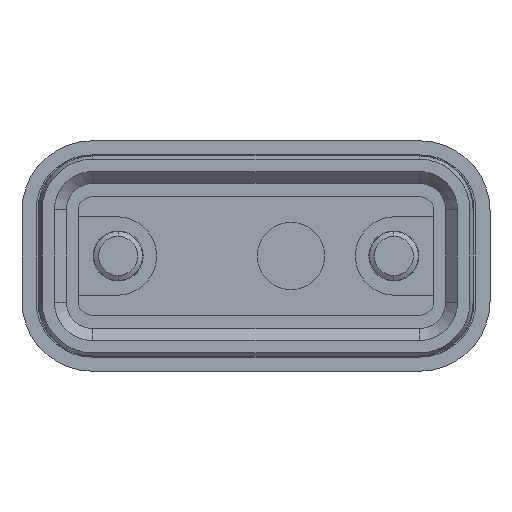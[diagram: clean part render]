
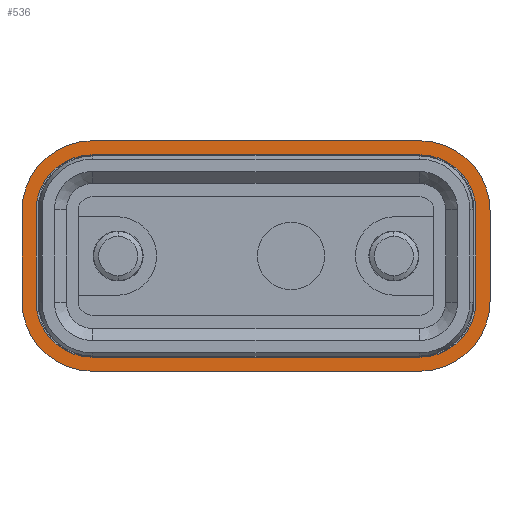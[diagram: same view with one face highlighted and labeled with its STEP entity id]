
A CAD part, front view. The second image highlights one B-rep face of the part: STEP entity #536.
In plain terms, the highlighted planar face has unit normal (0, -1, 0).
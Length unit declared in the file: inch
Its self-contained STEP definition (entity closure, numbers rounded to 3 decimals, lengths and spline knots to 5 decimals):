
#526 = ORIENTED_EDGE ( 'NONE', *, *, #527, .T. ) ;
#527 = EDGE_CURVE ( 'NONE', #587, #621, #4227, .T. ) ;
#528 = ORIENTED_EDGE ( 'NONE', *, *, #535, .F. ) ;
#529 = ORIENTED_EDGE ( 'NONE', *, *, #530, .T. ) ;
#530 = EDGE_CURVE ( 'NONE', #628, #605, #4222, .T. ) ;
#531 = ORIENTED_EDGE ( 'NONE', *, *, #544, .F. ) ;
#532 = ORIENTED_EDGE ( 'NONE', *, *, #533, .T. ) ;
#533 = EDGE_CURVE ( 'NONE', #542, #629, #4133, .T. ) ;
#535 = EDGE_CURVE ( 'NONE', #628, #621, #4128, .T. ) ;
#536 = ADVANCED_FACE ( 'NONE', ( #4124, #4123 ), #4122, .T. ) ;
#537 = EDGE_LOOP ( 'NONE', ( #538, #665, #668, #772, #775, #778, #781, #784 ) ) ;
#538 = ORIENTED_EDGE ( 'NONE', *, *, #539, .F. ) ;
#539 = EDGE_CURVE ( 'NONE', #663, #664, #4116, .T. ) ;
#542 = VERTEX_POINT ( 'NONE', #4108 ) ;
#544 = EDGE_CURVE ( 'NONE', #542, #605, #4256, .T. ) ;
#587 = VERTEX_POINT ( 'NONE', #4095 ) ;
#589 = EDGE_CURVE ( 'NONE', #587, #694, #4094, .T. ) ;
#598 = VERTEX_POINT ( 'NONE', #4316 ) ;
#600 = EDGE_CURVE ( 'NONE', #598, #629, #4279, .T. ) ;
#605 = VERTEX_POINT ( 'NONE', #4391 ) ;
#621 = VERTEX_POINT ( 'NONE', #4377 ) ;
#628 = VERTEX_POINT ( 'NONE', #4366 ) ;
#629 = VERTEX_POINT ( 'NONE', #4365 ) ;
#663 = VERTEX_POINT ( 'NONE', #4421 ) ;
#664 = VERTEX_POINT ( 'NONE', #4420 ) ;
#665 = ORIENTED_EDGE ( 'NONE', *, *, #666, .F. ) ;
#666 = EDGE_CURVE ( 'NONE', #667, #663, #4419, .T. ) ;
#667 = VERTEX_POINT ( 'NONE', #4415 ) ;
#668 = ORIENTED_EDGE ( 'NONE', *, *, #669, .F. ) ;
#669 = EDGE_CURVE ( 'NONE', #670, #667, #4414, .T. ) ;
#670 = VERTEX_POINT ( 'NONE', #4409 ) ;
#694 = VERTEX_POINT ( 'NONE', #4509 ) ;
#772 = ORIENTED_EDGE ( 'NONE', *, *, #773, .F. ) ;
#773 = EDGE_CURVE ( 'NONE', #774, #670, #4749, .T. ) ;
#774 = VERTEX_POINT ( 'NONE', #4745 ) ;
#775 = ORIENTED_EDGE ( 'NONE', *, *, #776, .F. ) ;
#776 = EDGE_CURVE ( 'NONE', #777, #774, #4744, .T. ) ;
#777 = VERTEX_POINT ( 'NONE', #4739 ) ;
#778 = ORIENTED_EDGE ( 'NONE', *, *, #779, .F. ) ;
#779 = EDGE_CURVE ( 'NONE', #780, #777, #4709, .T. ) ;
#780 = VERTEX_POINT ( 'NONE', #4705 ) ;
#781 = ORIENTED_EDGE ( 'NONE', *, *, #782, .F. ) ;
#782 = EDGE_CURVE ( 'NONE', #783, #780, #4704, .T. ) ;
#783 = VERTEX_POINT ( 'NONE', #4699 ) ;
#784 = ORIENTED_EDGE ( 'NONE', *, *, #785, .F. ) ;
#785 = EDGE_CURVE ( 'NONE', #664, #783, #4698, .T. ) ;
#786 = EDGE_LOOP ( 'NONE', ( #787, #788, #790, #526, #528, #529, #531, #532 ) ) ;
#787 = ORIENTED_EDGE ( 'NONE', *, *, #600, .F. ) ;
#788 = ORIENTED_EDGE ( 'NONE', *, *, #789, .T. ) ;
#789 = EDGE_CURVE ( 'NONE', #598, #694, #4694, .T. ) ;
#790 = ORIENTED_EDGE ( 'NONE', *, *, #589, .F. ) ;
#4091 = DIRECTION ( 'NONE',  ( 0., 0., 1. ) ) ;
#4092 = VECTOR ( 'NONE', #4091, 39.37008 ) ;
#4093 = CARTESIAN_POINT ( 'NONE',  ( -0.835, 0., 0.411 ) ) ;
#4094 = LINE ( 'NONE', #4093, #4092 ) ;
#4095 = CARTESIAN_POINT ( 'NONE',  ( -0.835, 0., -0.161 ) ) ;
#4108 = CARTESIAN_POINT ( 'NONE',  ( 0.835, 0., 0.161 ) ) ;
#4113 = DIRECTION ( 'NONE',  ( 0., 0., 1. ) ) ;
#4114 = DIRECTION ( 'NONE',  ( 0., -1., 0. ) ) ;
#4115 = AXIS2_PLACEMENT_3D ( 'NONE', #4120, #4114, #4113 ) ;
#4116 = CIRCLE ( 'NONE', #4115, 0.2 ) ;
#4117 = DIRECTION ( 'NONE',  ( 0., 0., -1. ) ) ;
#4118 = DIRECTION ( 'NONE',  ( 0., -1., 0. ) ) ;
#4119 = AXIS2_PLACEMENT_3D ( 'NONE', #4121, #4118, #4117 ) ;
#4120 = CARTESIAN_POINT ( 'NONE',  ( -0.585, 0., 0.161 ) ) ;
#4121 = CARTESIAN_POINT ( 'NONE',  ( -0.835, 0., -0.411 ) ) ;
#4122 = PLANE ( 'NONE',  #4119 ) ;
#4123 = FACE_OUTER_BOUND ( 'NONE', #786, .T. ) ;
#4124 = FACE_BOUND ( 'NONE', #537, .T. ) ;
#4125 = DIRECTION ( 'NONE',  ( -1., 0., 0. ) ) ;
#4126 = VECTOR ( 'NONE', #4125, 39.37008 ) ;
#4127 = CARTESIAN_POINT ( 'NONE',  ( -0.835, 0., -0.411 ) ) ;
#4128 = LINE ( 'NONE', #4127, #4126 ) ;
#4129 = DIRECTION ( 'NONE',  ( 0., 0., -1. ) ) ;
#4130 = DIRECTION ( 'NONE',  ( 0., -1., 0. ) ) ;
#4131 = CARTESIAN_POINT ( 'NONE',  ( 0.585, 0., 0.161 ) ) ;
#4132 = AXIS2_PLACEMENT_3D ( 'NONE', #4131, #4130, #4129 ) ;
#4133 = CIRCLE ( 'NONE', #4132, 0.25 ) ;
#4134 = DIRECTION ( 'NONE',  ( 0., 0., -1. ) ) ;
#4219 = DIRECTION ( 'NONE',  ( 0., -1., 0. ) ) ;
#4220 = CARTESIAN_POINT ( 'NONE',  ( 0.585, 0., -0.161 ) ) ;
#4221 = AXIS2_PLACEMENT_3D ( 'NONE', #4220, #4219, #4134 ) ;
#4222 = CIRCLE ( 'NONE', #4221, 0.25 ) ;
#4223 = DIRECTION ( 'NONE',  ( 0., 0., -1. ) ) ;
#4224 = DIRECTION ( 'NONE',  ( 0., -1., 0. ) ) ;
#4225 = CARTESIAN_POINT ( 'NONE',  ( -0.585, 0., -0.161 ) ) ;
#4226 = AXIS2_PLACEMENT_3D ( 'NONE', #4225, #4224, #4223 ) ;
#4227 = CIRCLE ( 'NONE', #4226, 0.25 ) ;
#4253 = DIRECTION ( 'NONE',  ( 0., 0., -1. ) ) ;
#4254 = VECTOR ( 'NONE', #4253, 39.37008 ) ;
#4255 = CARTESIAN_POINT ( 'NONE',  ( 0.835, 0., 0.411 ) ) ;
#4256 = LINE ( 'NONE', #4255, #4254 ) ;
#4276 = DIRECTION ( 'NONE',  ( 1., 0., 0. ) ) ;
#4277 = VECTOR ( 'NONE', #4276, 39.37008 ) ;
#4278 = CARTESIAN_POINT ( 'NONE',  ( -0.835, 0., 0.411 ) ) ;
#4279 = LINE ( 'NONE', #4278, #4277 ) ;
#4316 = CARTESIAN_POINT ( 'NONE',  ( -0.585, 0., 0.411 ) ) ;
#4365 = CARTESIAN_POINT ( 'NONE',  ( 0.585, 0., 0.411 ) ) ;
#4366 = CARTESIAN_POINT ( 'NONE',  ( 0.585, 0., -0.411 ) ) ;
#4377 = CARTESIAN_POINT ( 'NONE',  ( -0.585, 0., -0.411 ) ) ;
#4391 = CARTESIAN_POINT ( 'NONE',  ( 0.835, 0., -0.161 ) ) ;
#4409 = CARTESIAN_POINT ( 'NONE',  ( 0.785, 0., 0.161 ) ) ;
#4410 = DIRECTION ( 'NONE',  ( 0., 0., 1. ) ) ;
#4411 = DIRECTION ( 'NONE',  ( 0., -1., 0. ) ) ;
#4412 = CARTESIAN_POINT ( 'NONE',  ( 0.585, 0., 0.161 ) ) ;
#4413 = AXIS2_PLACEMENT_3D ( 'NONE', #4412, #4411, #4410 ) ;
#4414 = CIRCLE ( 'NONE', #4413, 0.2 ) ;
#4415 = CARTESIAN_POINT ( 'NONE',  ( 0.585, 0., 0.361 ) ) ;
#4416 = DIRECTION ( 'NONE',  ( -1., 0., 0. ) ) ;
#4417 = VECTOR ( 'NONE', #4416, 39.37008 ) ;
#4418 = CARTESIAN_POINT ( 'NONE',  ( -0.585, 0., 0.361 ) ) ;
#4419 = LINE ( 'NONE', #4418, #4417 ) ;
#4420 = CARTESIAN_POINT ( 'NONE',  ( -0.785, 0., 0.161 ) ) ;
#4421 = CARTESIAN_POINT ( 'NONE',  ( -0.585, 0., 0.361 ) ) ;
#4509 = CARTESIAN_POINT ( 'NONE',  ( -0.835, 0., 0.161 ) ) ;
#4690 = DIRECTION ( 'NONE',  ( 0., 0., -1. ) ) ;
#4691 = DIRECTION ( 'NONE',  ( 0., -1., 0. ) ) ;
#4692 = CARTESIAN_POINT ( 'NONE',  ( -0.585, 0., 0.161 ) ) ;
#4693 = AXIS2_PLACEMENT_3D ( 'NONE', #4692, #4691, #4690 ) ;
#4694 = CIRCLE ( 'NONE', #4693, 0.25 ) ;
#4695 = DIRECTION ( 'NONE',  ( 0., 0., -1. ) ) ;
#4696 = VECTOR ( 'NONE', #4695, 39.37008 ) ;
#4697 = CARTESIAN_POINT ( 'NONE',  ( -0.785, 0., -0.161 ) ) ;
#4698 = LINE ( 'NONE', #4697, #4696 ) ;
#4699 = CARTESIAN_POINT ( 'NONE',  ( -0.785, 0., -0.161 ) ) ;
#4700 = DIRECTION ( 'NONE',  ( 0., 0., 1. ) ) ;
#4701 = DIRECTION ( 'NONE',  ( 0., -1., 0. ) ) ;
#4702 = CARTESIAN_POINT ( 'NONE',  ( -0.585, 0., -0.161 ) ) ;
#4703 = AXIS2_PLACEMENT_3D ( 'NONE', #4702, #4701, #4700 ) ;
#4704 = CIRCLE ( 'NONE', #4703, 0.2 ) ;
#4705 = CARTESIAN_POINT ( 'NONE',  ( -0.585, 0., -0.361 ) ) ;
#4706 = DIRECTION ( 'NONE',  ( 1., 0., 0. ) ) ;
#4707 = VECTOR ( 'NONE', #4706, 39.37008 ) ;
#4708 = CARTESIAN_POINT ( 'NONE',  ( 0.585, 0., -0.361 ) ) ;
#4709 = LINE ( 'NONE', #4708, #4707 ) ;
#4739 = CARTESIAN_POINT ( 'NONE',  ( 0.585, 0., -0.361 ) ) ;
#4740 = DIRECTION ( 'NONE',  ( 0., 0., 1. ) ) ;
#4741 = DIRECTION ( 'NONE',  ( 0., -1., 0. ) ) ;
#4742 = CARTESIAN_POINT ( 'NONE',  ( 0.585, 0., -0.161 ) ) ;
#4743 = AXIS2_PLACEMENT_3D ( 'NONE', #4742, #4741, #4740 ) ;
#4744 = CIRCLE ( 'NONE', #4743, 0.2 ) ;
#4745 = CARTESIAN_POINT ( 'NONE',  ( 0.785, 0., -0.161 ) ) ;
#4746 = DIRECTION ( 'NONE',  ( 0., 0., 1. ) ) ;
#4747 = VECTOR ( 'NONE', #4746, 39.37008 ) ;
#4748 = CARTESIAN_POINT ( 'NONE',  ( 0.785, 0., 0.161 ) ) ;
#4749 = LINE ( 'NONE', #4748, #4747 ) ;
